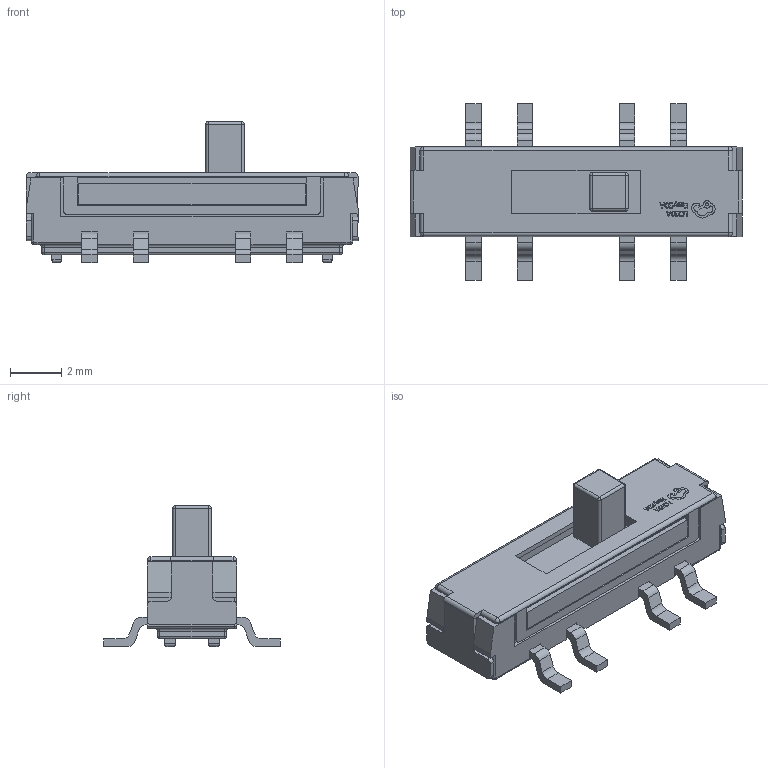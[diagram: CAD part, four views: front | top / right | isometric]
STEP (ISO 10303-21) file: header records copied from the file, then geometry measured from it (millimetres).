
FILE_DESCRIPTION (( 'STEP AP214' ), '1' );
FILE_NAME ('SW-SMD_MST23D19G2.step', '2022-07-26T15:26:58', ( '' ), ( '' ), 'SwSTEP 2.0', 'SolidWorks 2020', '' );
FILE_SCHEMA (( 'AUTOMOTIVE_DESIGN' ));
Length unit declared in the file: millimetre
Products named in the file (1): SW-SMD_MST23D19G2
Bounding box: 12.95 x 6.9 x 5.5 mm (x, y, z)
Volume: 140.9 mm3; surface area: 381 mm2
Topology: 17 solids, 17 shells, 694 faces, 1837 edges, 1182 vertices
Faces by surface type: plane 459, bspline 112, cylinder 104, sphere 15, torus 4
Entity records: 29548 total; most frequent: CARTESIAN_POINT 5854, ORIENTED_EDGE 3644, DIRECTION 2921, EDGE_CURVE 1822, VECTOR 1399, LINE 1399, VERTEX_POINT 1182, AXIS2_PLACEMENT_3D 761
